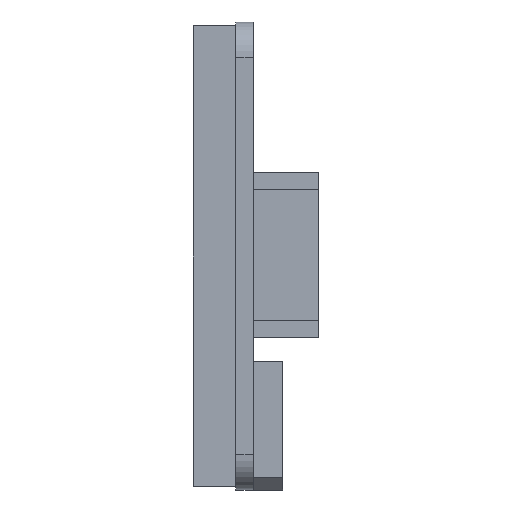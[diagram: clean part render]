
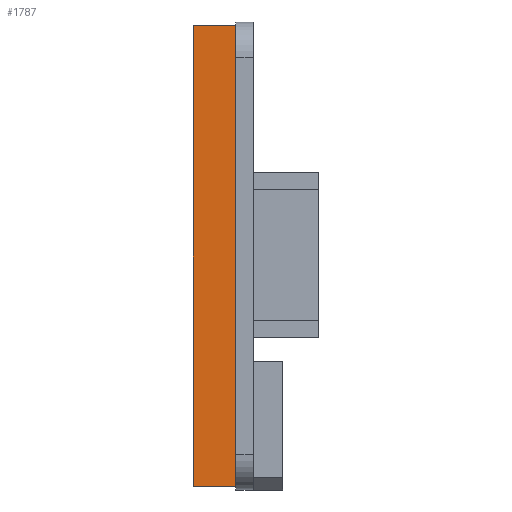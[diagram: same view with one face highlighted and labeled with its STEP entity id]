
A CAD part, left-side view. The second image highlights one B-rep face of the part: STEP entity #1787.
In plain terms, the highlighted planar face has unit normal (-1, 0, 0).
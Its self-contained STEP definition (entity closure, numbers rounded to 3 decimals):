
#98 = LINE ( 'NONE', #1081, #171 ) ;
#171 = VECTOR ( 'NONE', #508, 1000. ) ;
#191 = VECTOR ( 'NONE', #547, 1000. ) ;
#202 = CARTESIAN_POINT ( 'NONE',  ( -30.13, 1.6, 21. ) ) ;
#212 = DIRECTION ( 'NONE',  ( 0., -1., 0. ) ) ;
#264 = CARTESIAN_POINT ( 'NONE',  ( -30.13, 5.5, 0. ) ) ;
#281 = LINE ( 'NONE', #1221, #1255 ) ;
#299 = DIRECTION ( 'NONE',  ( 0., 0., 1. ) ) ;
#301 = CARTESIAN_POINT ( 'NONE',  ( -30.13, 1.6, -21. ) ) ;
#386 = EDGE_CURVE ( 'NONE', #1396, #726, #1682, .T. ) ;
#409 = CARTESIAN_POINT ( 'NONE',  ( -30.13, 5.5, 21. ) ) ;
#508 = DIRECTION ( 'NONE',  ( 0., 0., -1. ) ) ;
#527 = EDGE_CURVE ( 'NONE', #1096, #1130, #1023, .T. ) ;
#547 = DIRECTION ( 'NONE',  ( 0., -1., 0. ) ) ;
#572 = ORIENTED_EDGE ( 'NONE', *, *, #527, .F. ) ;
#605 = CARTESIAN_POINT ( 'NONE',  ( -30.13, 5.5, -21. ) ) ;
#646 = EDGE_LOOP ( 'NONE', ( #1355, #572, #790, #1134 ) ) ;
#726 = VERTEX_POINT ( 'NONE', #301 ) ;
#742 = VECTOR ( 'NONE', #212, 1000. ) ;
#790 = ORIENTED_EDGE ( 'NONE', *, *, #1724, .T. ) ;
#821 = DIRECTION ( 'NONE',  ( -1., 0., 0. ) ) ;
#828 = CARTESIAN_POINT ( 'NONE',  ( -30.13, 5.5, -21. ) ) ;
#829 = DIRECTION ( 'NONE',  ( 0., 0., -1. ) ) ;
#951 = PLANE ( 'NONE',  #1372 ) ;
#1023 = LINE ( 'NONE', #1293, #742 ) ;
#1081 = CARTESIAN_POINT ( 'NONE',  ( -30.13, 1.6, 0. ) ) ;
#1096 = VERTEX_POINT ( 'NONE', #409 ) ;
#1130 = VERTEX_POINT ( 'NONE', #202 ) ;
#1134 = ORIENTED_EDGE ( 'NONE', *, *, #386, .T. ) ;
#1221 = CARTESIAN_POINT ( 'NONE',  ( -30.13, 5.5, 0. ) ) ;
#1236 = EDGE_CURVE ( 'NONE', #1130, #726, #98, .T. ) ;
#1255 = VECTOR ( 'NONE', #829, 1000. ) ;
#1293 = CARTESIAN_POINT ( 'NONE',  ( -30.13, 5.5, 21. ) ) ;
#1355 = ORIENTED_EDGE ( 'NONE', *, *, #1236, .F. ) ;
#1372 = AXIS2_PLACEMENT_3D ( 'NONE', #264, #821, #299 ) ;
#1396 = VERTEX_POINT ( 'NONE', #605 ) ;
#1682 = LINE ( 'NONE', #828, #191 ) ;
#1683 = FACE_OUTER_BOUND ( 'NONE', #646, .T. ) ;
#1724 = EDGE_CURVE ( 'NONE', #1096, #1396, #281, .T. ) ;
#1787 = ADVANCED_FACE ( 'NONE', ( #1683 ), #951, .T. ) ;
